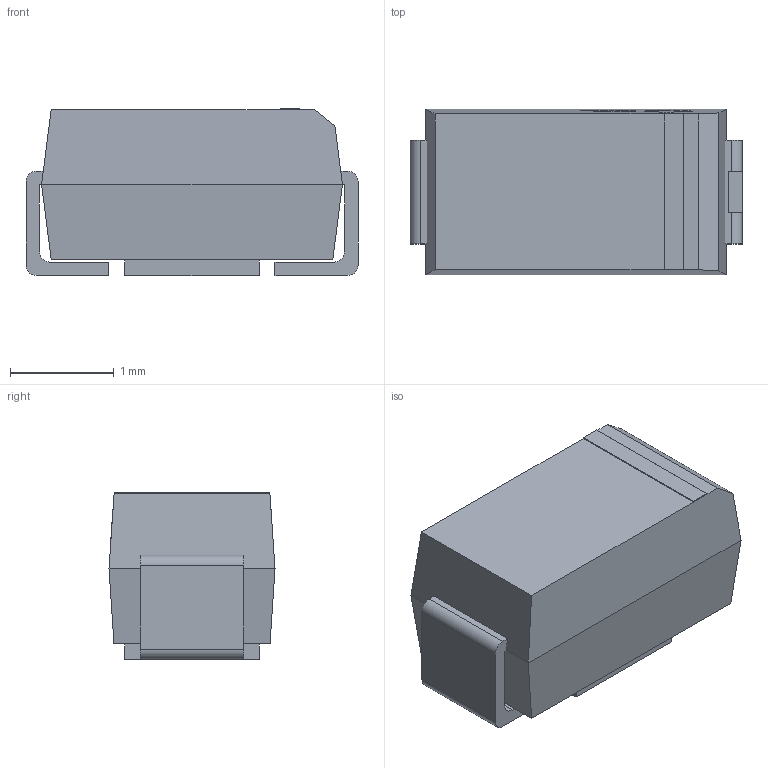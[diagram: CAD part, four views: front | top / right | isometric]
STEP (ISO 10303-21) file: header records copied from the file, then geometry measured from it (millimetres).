
FILE_DESCRIPTION (( 'STEP AP214' ), '1' );
FILE_NAME ('CAP-SMD_L3.2-W1.6-FD.step', '2022-07-01T06:35:31', ( '' ), ( '' ), 'SwSTEP 2.0', 'SolidWorks 2020', '' );
FILE_SCHEMA (( 'AUTOMOTIVE_DESIGN' ));
Length unit declared in the file: millimetre
Products named in the file (1): CAP-SMD_L3.2-W1.6-FD
Bounding box: 3.2 x 1.6 x 1.61 mm (x, y, z)
Volume: 7 mm3; surface area: 28.9 mm2
Topology: 1 solids, 1 shells, 275 faces, 753 edges, 498 vertices
Faces by surface type: plane 170, bspline 98, cylinder 7
Entity records: 11881 total; most frequent: CARTESIAN_POINT 2833, ORIENTED_EDGE 1506, DIRECTION 923, EDGE_CURVE 753, VECTOR 539, LINE 539, VERTEX_POINT 498, EDGE_LOOP 295
